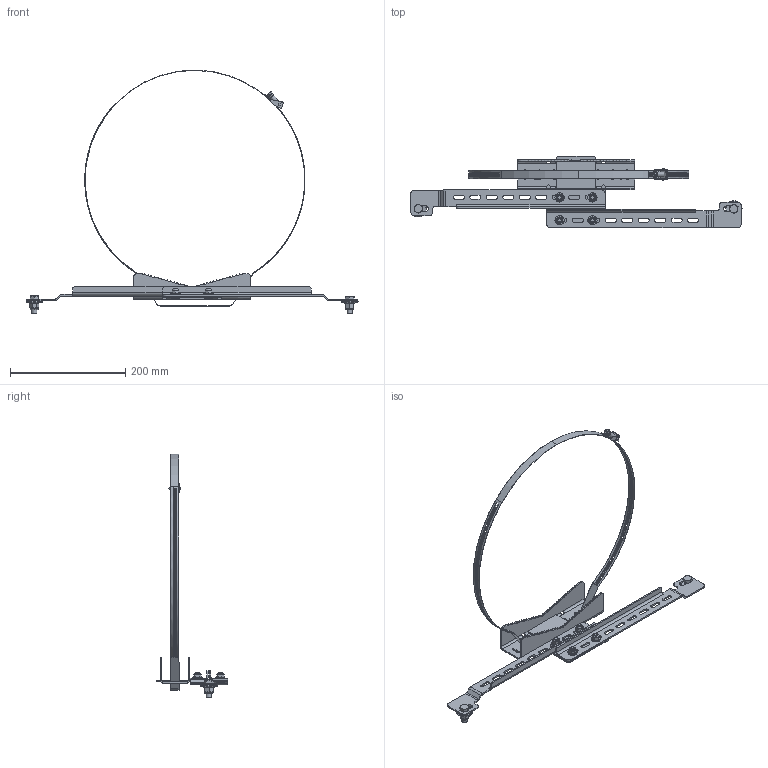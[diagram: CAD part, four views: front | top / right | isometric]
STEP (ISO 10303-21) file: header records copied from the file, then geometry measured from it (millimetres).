
FILE_DESCRIPTION (( 'STEP AP214' ), '1' );
FILE_NAME ('PMKSMLSS.STEP', '2020-05-20T20:58:58', ( '' ), ( '' ), 'SwSTEP 2.0', 'SolidWorks 2019', '' );
FILE_SCHEMA (( 'AUTOMOTIVE_DESIGN' ));
Length unit declared in the file: inch
Products named in the file (1): PMKSMLSS
Bounding box: 576.19 x 123.7 x 423.3 mm (x, y, z)
Volume: 178841.7 mm3; surface area: 178488.3 mm2
Topology: 26 solids, 26 shells, 1996 faces, 5744 edges, 3805 vertices
Faces by surface type: bspline 1119, plane 576, cylinder 231, cone 66, torus 4
Full cylindrical faces by diameter (mm): 4.978 x4, 6.35 x4, 6.401 x4, 7.366 x4, 7.798 x2, 8.24 x1, 8.509 x2, 9.525 x4, 11.049 x4, 14.275 x2, 14.287 x3, 14.288 x1, 15.875 x4, 27.305 x2, 28.575 x2
Entity records: 146298 total; most frequent: CARTESIAN_POINT 75606, ORIENTED_EDGE 11248, EDGE_CURVE 5624, DIRECTION 5566, VERTEX_POINT 3784, EDGE_LOOP 2748, VECTOR 2702, LINE 2702
